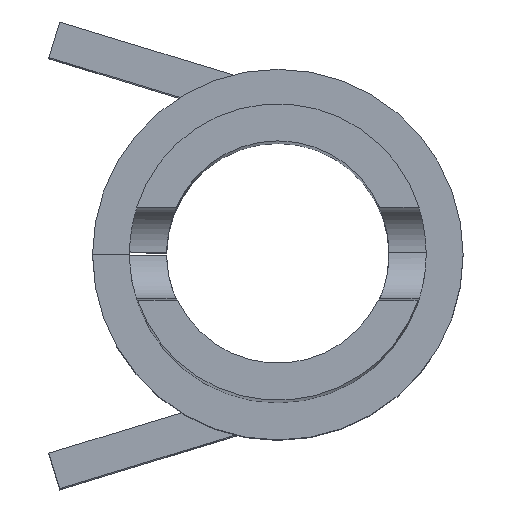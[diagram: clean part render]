
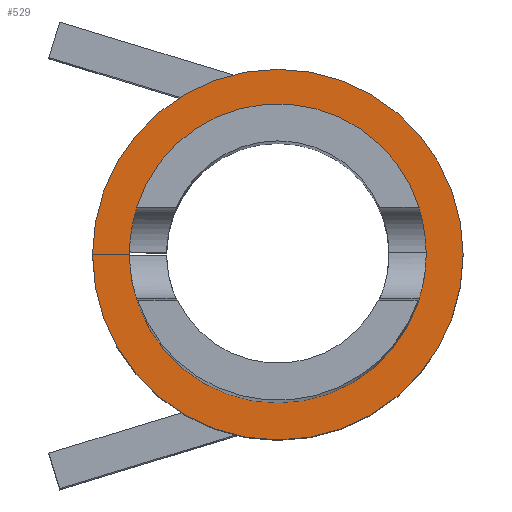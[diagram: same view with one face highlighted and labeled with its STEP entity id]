
A CAD part, top view. The second image highlights one B-rep face of the part: STEP entity #529.
In plain terms, the highlighted planar face has unit normal (0, 0, 1).
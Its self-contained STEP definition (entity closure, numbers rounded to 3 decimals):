
#27 = DIRECTION ( 'NONE',  ( 0., 0., -1. ) ) ;
#85 = LINE ( 'NONE', #1268, #423 ) ;
#157 = CARTESIAN_POINT ( 'NONE',  ( 0.8, 0., 0. ) ) ;
#173 = DIRECTION ( 'NONE',  ( -1., 0., 0. ) ) ;
#233 = EDGE_CURVE ( 'NONE', #1734, #1374, #1305, .T. ) ;
#275 = CARTESIAN_POINT ( 'NONE',  ( 0., 0., 0. ) ) ;
#297 = DIRECTION ( 'NONE',  ( 0., 0., -1. ) ) ;
#367 = EDGE_CURVE ( 'NONE', #1526, #1734, #1008, .T. ) ;
#377 = ORIENTED_EDGE ( 'NONE', *, *, #233, .T. ) ;
#390 = CARTESIAN_POINT ( 'NONE',  ( -1., 0.002, 0. ) ) ;
#413 = CARTESIAN_POINT ( 'NONE',  ( -0.8, 0.001, 0. ) ) ;
#423 = VECTOR ( 'NONE', #1697, 1000. ) ;
#438 = EDGE_CURVE ( 'NONE', #1374, #1266, #85, .T. ) ;
#465 = EDGE_LOOP ( 'NONE', ( #677, #1119, #1364, #377, #710, #1800 ) ) ;
#471 = CIRCLE ( 'NONE', #851, 1. ) ;
#475 = DIRECTION ( 'NONE',  ( -1., 0., 0. ) ) ;
#529 = ADVANCED_FACE ( 'NONE', ( #892 ), #1732, .F. ) ;
#586 = CIRCLE ( 'NONE', #1465, 1. ) ;
#677 = ORIENTED_EDGE ( 'NONE', *, *, #1205, .F. ) ;
#710 = ORIENTED_EDGE ( 'NONE', *, *, #438, .T. ) ;
#746 = DIRECTION ( 'NONE',  ( 0., 0., -1. ) ) ;
#759 = DIRECTION ( 'NONE',  ( 0., 0., -1. ) ) ;
#780 = LINE ( 'NONE', #1401, #1690 ) ;
#786 = EDGE_CURVE ( 'NONE', #1429, #1266, #471, .T. ) ;
#843 = AXIS2_PLACEMENT_3D ( 'NONE', #275, #759, #889 ) ;
#851 = AXIS2_PLACEMENT_3D ( 'NONE', #1227, #27, #173 ) ;
#868 = DIRECTION ( 'NONE',  ( 0., 0., -1. ) ) ;
#889 = DIRECTION ( 'NONE',  ( -1., 0., 0. ) ) ;
#892 = FACE_OUTER_BOUND ( 'NONE', #465, .T. ) ;
#915 = DIRECTION ( 'NONE',  ( -1., 0., 0. ) ) ;
#999 = CARTESIAN_POINT ( 'NONE',  ( 0., 0., 0. ) ) ;
#1008 = CIRCLE ( 'NONE', #1413, 0.8 ) ;
#1093 = CARTESIAN_POINT ( 'NONE',  ( -0.8, -0.001, 0. ) ) ;
#1119 = ORIENTED_EDGE ( 'NONE', *, *, #1511, .T. ) ;
#1196 = CARTESIAN_POINT ( 'NONE',  ( -1., -0.001, 0. ) ) ;
#1205 = EDGE_CURVE ( 'NONE', #1832, #1429, #586, .T. ) ;
#1227 = CARTESIAN_POINT ( 'NONE',  ( 0., 0., 0. ) ) ;
#1266 = VERTEX_POINT ( 'NONE', #1196 ) ;
#1268 = CARTESIAN_POINT ( 'NONE',  ( -0.8, -0.001, 0. ) ) ;
#1305 = CIRCLE ( 'NONE', #843, 0.8 ) ;
#1352 = CARTESIAN_POINT ( 'NONE',  ( 0., 0., 0. ) ) ;
#1364 = ORIENTED_EDGE ( 'NONE', *, *, #367, .T. ) ;
#1374 = VERTEX_POINT ( 'NONE', #1093 ) ;
#1401 = CARTESIAN_POINT ( 'NONE',  ( -1., 0.002, 0. ) ) ;
#1413 = AXIS2_PLACEMENT_3D ( 'NONE', #1352, #297, #475 ) ;
#1429 = VERTEX_POINT ( 'NONE', #1838 ) ;
#1465 = AXIS2_PLACEMENT_3D ( 'NONE', #1784, #746, #915 ) ;
#1511 = EDGE_CURVE ( 'NONE', #1832, #1526, #780, .T. ) ;
#1526 = VERTEX_POINT ( 'NONE', #413 ) ;
#1690 = VECTOR ( 'NONE', #1708, 1000. ) ;
#1697 = DIRECTION ( 'NONE',  ( -1., -0.001, 0. ) ) ;
#1708 = DIRECTION ( 'NONE',  ( 1., -0.002, 0. ) ) ;
#1732 = PLANE ( 'NONE',  #1803 ) ;
#1734 = VERTEX_POINT ( 'NONE', #157 ) ;
#1784 = CARTESIAN_POINT ( 'NONE',  ( 0., 0., 0. ) ) ;
#1800 = ORIENTED_EDGE ( 'NONE', *, *, #786, .F. ) ;
#1803 = AXIS2_PLACEMENT_3D ( 'NONE', #999, #868, #1886 ) ;
#1832 = VERTEX_POINT ( 'NONE', #390 ) ;
#1838 = CARTESIAN_POINT ( 'NONE',  ( 1., 0., 0. ) ) ;
#1886 = DIRECTION ( 'NONE',  ( -1., 0., 0. ) ) ;
